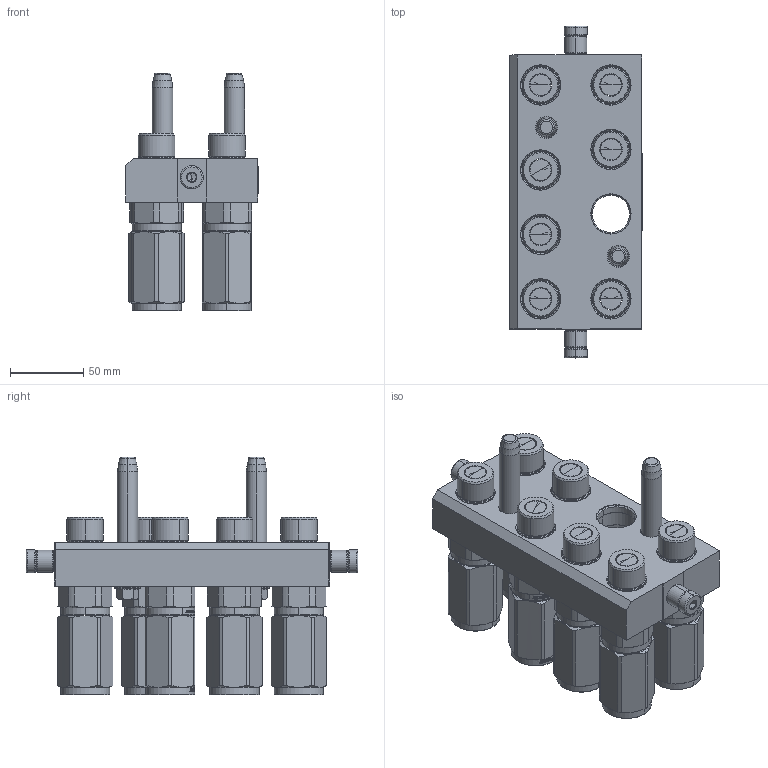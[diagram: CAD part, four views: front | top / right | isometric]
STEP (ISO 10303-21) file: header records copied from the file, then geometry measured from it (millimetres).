
FILE_DESCRIPTION (( 'STEP AP214' ), '1' );
FILE_NAME ('FASTER.step', '2022-01-27T10:04:41', ( '' ), ( '' ), 'SwSTEP 2.0', 'SolidWorks 2017', '' );
FILE_SCHEMA (( 'AUTOMOTIVE_DESIGN' ));
Length unit declared in the file: millimetre
Products named in the file (10): FASTER; et002; 4830_028_1000_011; 4830_013_3000_030; 3ffnp12_gas_m; 1540_080_0008_000; P808_M_BASE; 4830_021_1000_000; 4850_010_0000_020
Assembly tree (19 placements, depth 3):
  FASTER
    P808_M_BASE
      4850_010_0000_020
      4830_021_1000_000  x2
      1540_080_0008_000  x2
      4830_013_3000_030  x2
      4830_028_1000_011  x2
    3ffnp12_gas_m  x7
      3ffnp12_gas_m
    et002
Bounding box: 90.3 x 226.6 x 162.2 mm (x, y, z)
Volume: 2473.8 mm3; surface area: 210136.9 mm2
Topology: 3 solids, 75 shells, 3137 faces, 9732 edges, 6471 vertices
Faces by surface type: plane 1746, cylinder 517, cone 500, bspline 238, torus 136
Entity records: 56980 total; most frequent: CARTESIAN_POINT 14358, ORIENTED_EDGE 8227, DIRECTION 7595, EDGE_CURVE 4296, VECTOR 3183, LINE 3183, VERTEX_POINT 2819, AXIS2_PLACEMENT_3D 2206
